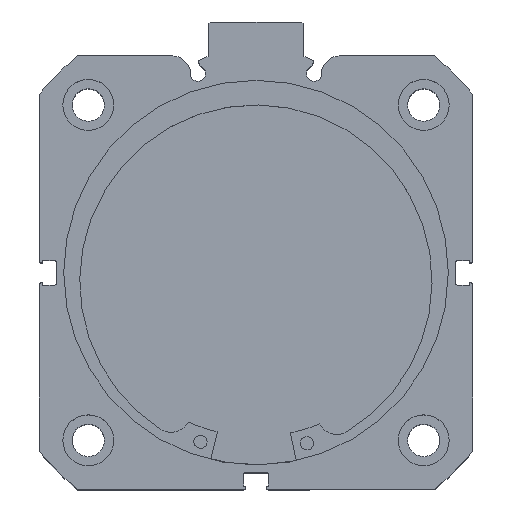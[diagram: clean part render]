
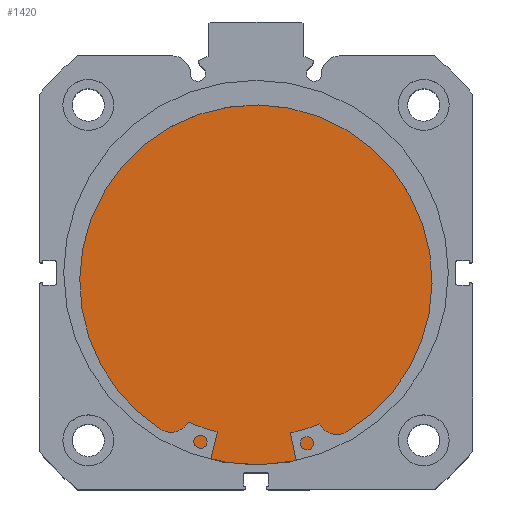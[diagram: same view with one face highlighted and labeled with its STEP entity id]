
A CAD part, top view. The second image highlights one B-rep face of the part: STEP entity #1420.
In plain terms, the highlighted face is planar.
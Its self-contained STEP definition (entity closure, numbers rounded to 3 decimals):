
#70 = DIRECTION ( 'NONE',  ( 0., 0., 1. ) ) ;
#71 = DIRECTION ( 'NONE',  ( -1., 0., 0. ) ) ;
#81 = CARTESIAN_POINT ( 'NONE',  ( 13., 0., 0. ) ) ;
#87 = DIRECTION ( 'NONE',  ( 0., 0., 1. ) ) ;
#88 = DIRECTION ( 'NONE',  ( -1., 0., 0. ) ) ;
#95 = CARTESIAN_POINT ( 'NONE',  ( 13., 0., 0. ) ) ;
#1038 = DIRECTION ( 'NONE',  ( 0., 0., 1. ) ) ;
#1039 = DIRECTION ( 'NONE',  ( -1., 0., 0. ) ) ;
#1041 = PLANE ( 'NONE',  #2090 ) ;
#1044 = CARTESIAN_POINT ( 'NONE',  ( 13., 51., 0. ) ) ;
#1420 = ADVANCED_FACE ( 'NONE', ( #3140 ), #1041, .F. ) ;
#1669 = EDGE_CURVE ( 'NONE', #6147, #6164, #3437, .T. ) ;
#1678 = EDGE_CURVE ( 'NONE', #6164, #6147, #3449, .T. ) ;
#2090 = AXIS2_PLACEMENT_3D ( 'NONE', #1044, #1039, #1038 ) ;
#2248 = AXIS2_PLACEMENT_3D ( 'NONE', #95, #88, #87 ) ;
#2255 = AXIS2_PLACEMENT_3D ( 'NONE', #81, #71, #70 ) ;
#2488 = EDGE_LOOP ( 'NONE', ( #6776, #6775 ) ) ;
#3140 = FACE_OUTER_BOUND ( 'NONE', #2488, .T. ) ;
#3437 = CIRCLE ( 'NONE', #2248, 51. ) ;
#3449 = CIRCLE ( 'NONE', #2255, 51. ) ;
#4262 = CARTESIAN_POINT ( 'NONE',  ( 13., 0., -51. ) ) ;
#4272 = CARTESIAN_POINT ( 'NONE',  ( 13., 0., 51. ) ) ;
#6147 = VERTEX_POINT ( 'NONE', #4262 ) ;
#6164 = VERTEX_POINT ( 'NONE', #4272 ) ;
#6775 = ORIENTED_EDGE ( 'NONE', *, *, #1669, .F. ) ;
#6776 = ORIENTED_EDGE ( 'NONE', *, *, #1678, .F. ) ;
